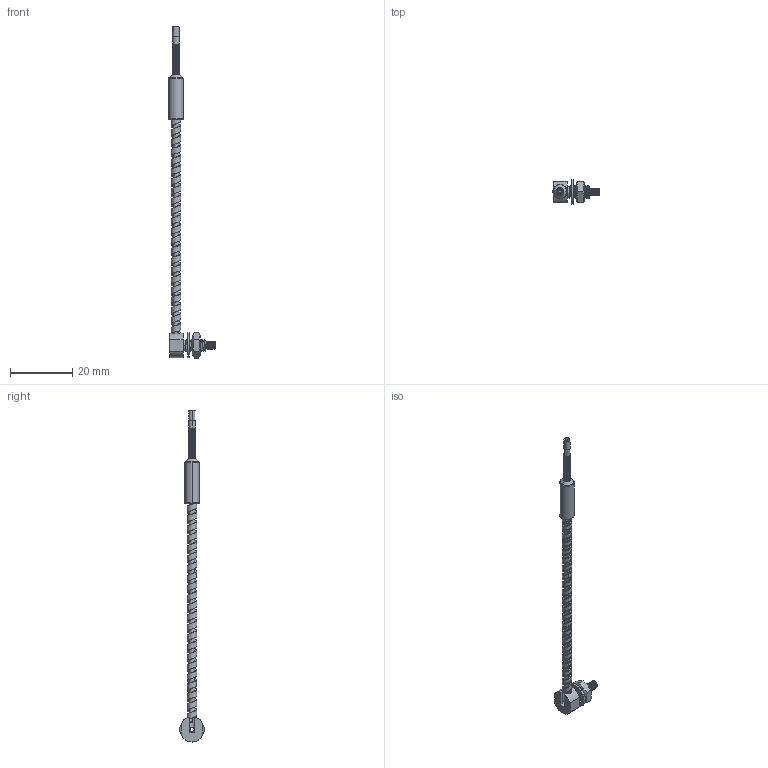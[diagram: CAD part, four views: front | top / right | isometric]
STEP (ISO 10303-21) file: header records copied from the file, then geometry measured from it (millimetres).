
FILE_DESCRIPTION((''),'2;1');
FILE_NAME('189694_ASM','2015-08-17T',('pdmadmin'),(''),'PRO/ENGINEER BY PARAMETRIC TECHNOLOGY CORPORATION, 2013230','PRO/ENGINEER BY PARAMETRIC TECHNOLOGY CORPORATION, 2013230','');
FILE_SCHEMA(('CONFIG_CONTROL_DESIGN'));
Length unit declared in the file: inch
Products named in the file (6): SS_TUBING_STW_-120; 110532; FTI_B158127; 40844; 40845; 189694_ASM
Assembly tree (5 placements, depth 2):
  189694_ASM
    SS_TUBING_STW_-120
    110532
    FTI_B158127
    40844
    40845
Bounding box: 14.9 x 8 x 106.59 mm (x, y, z)
Volume: 616.8 mm3; surface area: 2994.8 mm2
Topology: 5 solids, 6 shells, 599 faces, 1292 edges, 705 vertices
Faces by surface type: torus 200, cone 136, cylinder 133, bspline 84, plane 46
Entity records: 34718 total; most frequent: CARTESIAN_POINT 21773, DIRECTION 2867, ORIENTED_EDGE 2580, EDGE_CURVE 1292, AXIS2_PLACEMENT_3D 1211, VERTEX_POINT 705, CIRCLE 683, EDGE_LOOP 609
